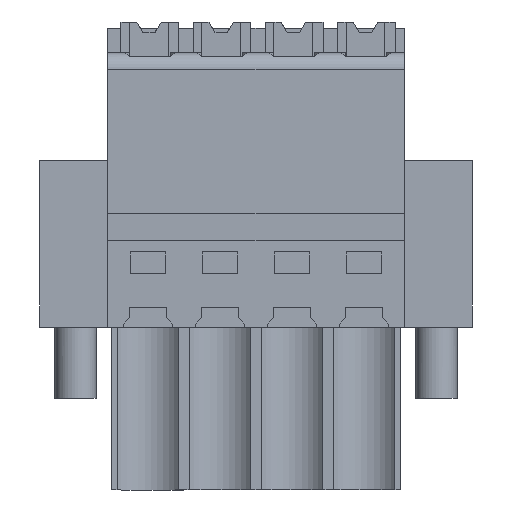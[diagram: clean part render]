
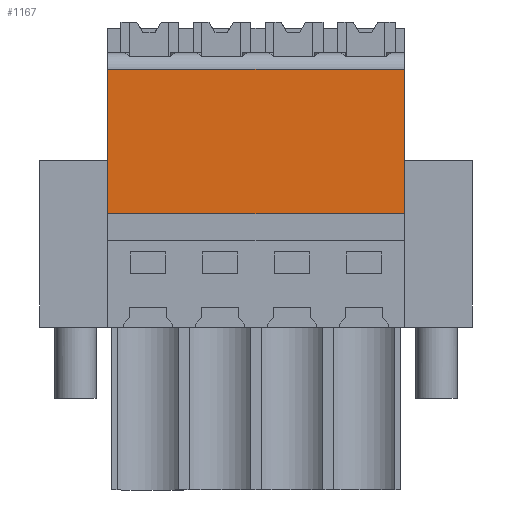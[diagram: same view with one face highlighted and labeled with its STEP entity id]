
A CAD part, front view. The second image highlights one B-rep face of the part: STEP entity #1167.
In plain terms, the highlighted planar face has unit normal (0, -1, 0).
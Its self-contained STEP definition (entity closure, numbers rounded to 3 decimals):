
#693=AXIS2_PLACEMENT_3D('Plane Axis2P3D',#690,#691,#692) ;
#70=CARTESIAN_POINT('Vertex',(3.3,0.,13.4)) ;
#73=CARTESIAN_POINT('Line Origine',(3.3,0.,16.9)) ;
#77=CARTESIAN_POINT('Vertex',(3.3,0.,20.4)) ;
#690=CARTESIAN_POINT('Axis2P3D Location',(3.3,0.,12.1)) ;
#1133=CARTESIAN_POINT('Vertex',(17.7,0.,13.4)) ;
#1136=CARTESIAN_POINT('Line Origine',(10.5,0.,13.4)) ;
#1149=CARTESIAN_POINT('Line Origine',(17.7,0.,16.9)) ;
#1153=CARTESIAN_POINT('Vertex',(17.7,0.,20.4)) ;
#1156=CARTESIAN_POINT('Line Origine',(10.5,0.,20.4)) ;
#74=DIRECTION('Vector Direction',(0.,0.,-1.)) ;
#691=DIRECTION('Axis2P3D Direction',(0.,-1.,0.)) ;
#692=DIRECTION('Axis2P3D XDirection',(0.,0.,-1.)) ;
#1137=DIRECTION('Vector Direction',(1.,0.,0.)) ;
#1150=DIRECTION('Vector Direction',(0.,0.,-1.)) ;
#1157=DIRECTION('Vector Direction',(1.,0.,0.)) ;
#75=VECTOR('Line Direction',#74,1.) ;
#1138=VECTOR('Line Direction',#1137,1.) ;
#1151=VECTOR('Line Direction',#1150,1.) ;
#1158=VECTOR('Line Direction',#1157,1.) ;
#1162=ORIENTED_EDGE('',*,*,#79,.F.) ;
#1163=ORIENTED_EDGE('',*,*,#1140,.T.) ;
#1164=ORIENTED_EDGE('',*,*,#1155,.F.) ;
#1165=ORIENTED_EDGE('',*,*,#1160,.F.) ;
#1167=ADVANCED_FACE('HOUSING',(#1166),#694,.T.) ;
#79=EDGE_CURVE('',#71,#78,#76,.F.) ;
#1140=EDGE_CURVE('',#71,#1134,#1139,.T.) ;
#1155=EDGE_CURVE('',#1154,#1134,#1152,.T.) ;
#1160=EDGE_CURVE('',#78,#1154,#1159,.T.) ;
#1161=EDGE_LOOP('',(#1162,#1163,#1164,#1165)) ;
#1166=FACE_OUTER_BOUND('',#1161,.T.) ;
#76=LINE('Line',#73,#75) ;
#1139=LINE('Line',#1136,#1138) ;
#1152=LINE('Line',#1149,#1151) ;
#1159=LINE('Line',#1156,#1158) ;
#694=PLANE('',#693) ;
#71=VERTEX_POINT('',#70) ;
#78=VERTEX_POINT('',#77) ;
#1134=VERTEX_POINT('',#1133) ;
#1154=VERTEX_POINT('',#1153) ;
